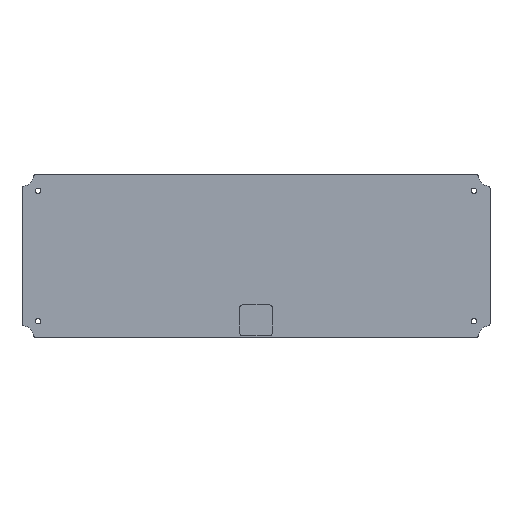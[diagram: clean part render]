
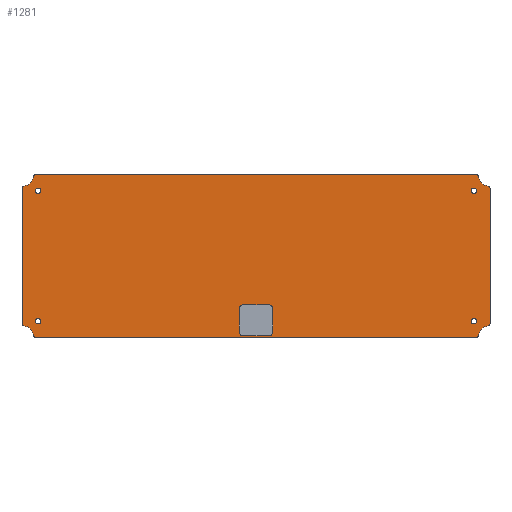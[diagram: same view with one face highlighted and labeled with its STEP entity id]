
A CAD part, front view. The second image highlights one B-rep face of the part: STEP entity #1281.
In plain terms, the highlighted planar face has unit normal (0, -1, 0).
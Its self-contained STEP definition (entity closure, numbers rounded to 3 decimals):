
#89=FACE_BOUND('',#251,.T.);
#90=FACE_BOUND('',#252,.T.);
#91=FACE_BOUND('',#253,.T.);
#92=FACE_BOUND('',#254,.T.);
#93=FACE_BOUND('',#255,.T.);
#161=FACE_OUTER_BOUND('',#250,.T.);
#250=EDGE_LOOP('',(#1129,#1130,#1131,#1132,#1133,#1134,#1135,#1136,#1137,
#1138,#1139,#1140,#1141,#1142,#1143,#1144));
#251=EDGE_LOOP('',(#1145));
#252=EDGE_LOOP('',(#1146));
#253=EDGE_LOOP('',(#1147));
#254=EDGE_LOOP('',(#1148));
#255=EDGE_LOOP('',(#1149,#1150,#1151,#1152,#1153,#1154,#1155,#1156));
#309=LINE('',#2164,#393);
#314=LINE('',#2180,#398);
#319=LINE('',#2196,#403);
#321=LINE('',#2203,#405);
#333=LINE('',#2250,#417);
#334=LINE('',#2254,#418);
#335=LINE('',#2258,#419);
#336=LINE('',#2262,#420);
#393=VECTOR('',#1769,10.);
#398=VECTOR('',#1788,10.);
#403=VECTOR('',#1807,10.);
#405=VECTOR('',#1815,10.);
#417=VECTOR('',#1873,10.);
#418=VECTOR('',#1876,10.);
#419=VECTOR('',#1879,10.);
#420=VECTOR('',#1882,10.);
#505=CIRCLE('',#1422,6.6);
#506=CIRCLE('',#1424,1.);
#507=CIRCLE('',#1427,1.);
#508=CIRCLE('',#1429,6.6);
#509=CIRCLE('',#1431,1.);
#510=CIRCLE('',#1434,1.);
#511=CIRCLE('',#1436,6.6);
#512=CIRCLE('',#1438,1.);
#513=CIRCLE('',#1441,1.);
#514=CIRCLE('',#1444,1.);
#515=CIRCLE('',#1446,6.6);
#516=CIRCLE('',#1448,1.);
#517=CIRCLE('',#1450,1.5);
#519=CIRCLE('',#1453,1.5);
#521=CIRCLE('',#1456,1.5);
#523=CIRCLE('',#1459,1.5);
#525=CIRCLE('',#1466,2.);
#526=CIRCLE('',#1467,2.);
#527=CIRCLE('',#1468,2.);
#528=CIRCLE('',#1469,2.);
#605=VERTEX_POINT('',#2152);
#606=VERTEX_POINT('',#2154);
#607=VERTEX_POINT('',#2158);
#608=VERTEX_POINT('',#2162);
#609=VERTEX_POINT('',#2166);
#610=VERTEX_POINT('',#2170);
#611=VERTEX_POINT('',#2174);
#612=VERTEX_POINT('',#2178);
#613=VERTEX_POINT('',#2182);
#614=VERTEX_POINT('',#2186);
#615=VERTEX_POINT('',#2190);
#616=VERTEX_POINT('',#2194);
#617=VERTEX_POINT('',#2198);
#618=VERTEX_POINT('',#2202);
#619=VERTEX_POINT('',#2206);
#620=VERTEX_POINT('',#2210);
#621=VERTEX_POINT('',#2216);
#623=VERTEX_POINT('',#2222);
#625=VERTEX_POINT('',#2228);
#627=VERTEX_POINT('',#2234);
#629=VERTEX_POINT('',#2248);
#630=VERTEX_POINT('',#2249);
#631=VERTEX_POINT('',#2251);
#632=VERTEX_POINT('',#2253);
#633=VERTEX_POINT('',#2255);
#634=VERTEX_POINT('',#2257);
#635=VERTEX_POINT('',#2259);
#636=VERTEX_POINT('',#2261);
#758=EDGE_CURVE('',#606,#605,#505,.T.);
#761=EDGE_CURVE('',#605,#607,#506,.F.);
#763=EDGE_CURVE('',#608,#607,#309,.T.);
#765=EDGE_CURVE('',#608,#609,#507,.F.);
#767=EDGE_CURVE('',#610,#609,#508,.F.);
#769=EDGE_CURVE('',#610,#611,#509,.F.);
#771=EDGE_CURVE('',#612,#611,#314,.T.);
#773=EDGE_CURVE('',#612,#613,#510,.F.);
#775=EDGE_CURVE('',#613,#614,#511,.T.);
#777=EDGE_CURVE('',#614,#615,#512,.F.);
#779=EDGE_CURVE('',#615,#616,#319,.T.);
#780=EDGE_CURVE('',#617,#606,#513,.F.);
#782=EDGE_CURVE('',#618,#617,#321,.T.);
#785=EDGE_CURVE('',#616,#619,#514,.F.);
#787=EDGE_CURVE('',#620,#619,#515,.F.);
#788=EDGE_CURVE('',#620,#618,#516,.F.);
#789=EDGE_CURVE('',#621,#621,#517,.T.);
#792=EDGE_CURVE('',#623,#623,#519,.T.);
#795=EDGE_CURVE('',#625,#625,#521,.T.);
#798=EDGE_CURVE('',#627,#627,#523,.T.);
#805=EDGE_CURVE('',#629,#630,#333,.F.);
#806=EDGE_CURVE('',#629,#631,#525,.T.);
#807=EDGE_CURVE('',#632,#631,#334,.F.);
#808=EDGE_CURVE('',#632,#633,#526,.T.);
#809=EDGE_CURVE('',#634,#633,#335,.F.);
#810=EDGE_CURVE('',#634,#635,#527,.T.);
#811=EDGE_CURVE('',#636,#635,#336,.F.);
#812=EDGE_CURVE('',#636,#630,#528,.T.);
#1129=ORIENTED_EDGE('',*,*,#767,.F.);
#1130=ORIENTED_EDGE('',*,*,#769,.T.);
#1131=ORIENTED_EDGE('',*,*,#771,.F.);
#1132=ORIENTED_EDGE('',*,*,#773,.T.);
#1133=ORIENTED_EDGE('',*,*,#775,.T.);
#1134=ORIENTED_EDGE('',*,*,#777,.T.);
#1135=ORIENTED_EDGE('',*,*,#779,.T.);
#1136=ORIENTED_EDGE('',*,*,#785,.T.);
#1137=ORIENTED_EDGE('',*,*,#787,.F.);
#1138=ORIENTED_EDGE('',*,*,#788,.T.);
#1139=ORIENTED_EDGE('',*,*,#782,.T.);
#1140=ORIENTED_EDGE('',*,*,#780,.T.);
#1141=ORIENTED_EDGE('',*,*,#758,.T.);
#1142=ORIENTED_EDGE('',*,*,#761,.T.);
#1143=ORIENTED_EDGE('',*,*,#763,.F.);
#1144=ORIENTED_EDGE('',*,*,#765,.T.);
#1145=ORIENTED_EDGE('',*,*,#798,.T.);
#1146=ORIENTED_EDGE('',*,*,#789,.T.);
#1147=ORIENTED_EDGE('',*,*,#792,.T.);
#1148=ORIENTED_EDGE('',*,*,#795,.T.);
#1149=ORIENTED_EDGE('',*,*,#805,.F.);
#1150=ORIENTED_EDGE('',*,*,#806,.T.);
#1151=ORIENTED_EDGE('',*,*,#807,.F.);
#1152=ORIENTED_EDGE('',*,*,#808,.T.);
#1153=ORIENTED_EDGE('',*,*,#809,.F.);
#1154=ORIENTED_EDGE('',*,*,#810,.T.);
#1155=ORIENTED_EDGE('',*,*,#811,.F.);
#1156=ORIENTED_EDGE('',*,*,#812,.T.);
#1208=PLANE('',#1465);
#1281=ADVANCED_FACE('',(#161,#89,#90,#91,#92,#93),#1208,.F.);
#1422=AXIS2_PLACEMENT_3D('',#2155,#1758,#1759);
#1424=AXIS2_PLACEMENT_3D('',#2160,#1764,#1765);
#1427=AXIS2_PLACEMENT_3D('',#2168,#1773,#1774);
#1429=AXIS2_PLACEMENT_3D('',#2172,#1778,#1779);
#1431=AXIS2_PLACEMENT_3D('',#2176,#1783,#1784);
#1434=AXIS2_PLACEMENT_3D('',#2184,#1792,#1793);
#1436=AXIS2_PLACEMENT_3D('',#2188,#1797,#1798);
#1438=AXIS2_PLACEMENT_3D('',#2192,#1802,#1803);
#1441=AXIS2_PLACEMENT_3D('',#2199,#1810,#1811);
#1444=AXIS2_PLACEMENT_3D('',#2208,#1820,#1821);
#1446=AXIS2_PLACEMENT_3D('',#2212,#1825,#1826);
#1448=AXIS2_PLACEMENT_3D('',#2214,#1829,#1830);
#1450=AXIS2_PLACEMENT_3D('',#2217,#1833,#1834);
#1453=AXIS2_PLACEMENT_3D('',#2223,#1840,#1841);
#1456=AXIS2_PLACEMENT_3D('',#2229,#1847,#1848);
#1459=AXIS2_PLACEMENT_3D('',#2235,#1854,#1855);
#1465=AXIS2_PLACEMENT_3D('',#2247,#1871,#1872);
#1466=AXIS2_PLACEMENT_3D('',#2252,#1874,#1875);
#1467=AXIS2_PLACEMENT_3D('',#2256,#1877,#1878);
#1468=AXIS2_PLACEMENT_3D('',#2260,#1880,#1881);
#1469=AXIS2_PLACEMENT_3D('',#2263,#1883,#1884);
#1758=DIRECTION('center_axis',(0.,1.,0.));
#1759=DIRECTION('ref_axis',(0.,0.,1.));
#1764=DIRECTION('center_axis',(0.,1.,0.));
#1765=DIRECTION('ref_axis',(0.,0.,1.));
#1769=DIRECTION('',(-1.,0.,0.));
#1773=DIRECTION('center_axis',(0.,1.,0.));
#1774=DIRECTION('ref_axis',(0.,0.,1.));
#1778=DIRECTION('center_axis',(0.,1.,0.));
#1779=DIRECTION('ref_axis',(0.,0.,1.));
#1783=DIRECTION('center_axis',(0.,1.,0.));
#1784=DIRECTION('ref_axis',(0.,0.,1.));
#1788=DIRECTION('',(0.,0.,-1.));
#1792=DIRECTION('center_axis',(0.,1.,0.));
#1793=DIRECTION('ref_axis',(0.,0.,1.));
#1797=DIRECTION('center_axis',(0.,1.,0.));
#1798=DIRECTION('ref_axis',(0.,0.,1.));
#1802=DIRECTION('center_axis',(0.,1.,0.));
#1803=DIRECTION('ref_axis',(0.,0.,1.));
#1807=DIRECTION('',(-1.,0.,0.));
#1810=DIRECTION('center_axis',(0.,1.,0.));
#1811=DIRECTION('ref_axis',(0.,0.,1.));
#1815=DIRECTION('',(0.,0.,-1.));
#1820=DIRECTION('center_axis',(0.,1.,0.));
#1821=DIRECTION('ref_axis',(0.,0.,1.));
#1825=DIRECTION('center_axis',(0.,1.,0.));
#1826=DIRECTION('ref_axis',(0.,0.,1.));
#1829=DIRECTION('center_axis',(0.,1.,0.));
#1830=DIRECTION('ref_axis',(0.,0.,1.));
#1833=DIRECTION('center_axis',(0.,1.,0.));
#1834=DIRECTION('ref_axis',(0.,0.,1.));
#1840=DIRECTION('center_axis',(0.,1.,0.));
#1841=DIRECTION('ref_axis',(0.,0.,1.));
#1847=DIRECTION('center_axis',(0.,1.,0.));
#1848=DIRECTION('ref_axis',(0.,0.,1.));
#1854=DIRECTION('center_axis',(0.,1.,0.));
#1855=DIRECTION('ref_axis',(0.,0.,1.));
#1871=DIRECTION('center_axis',(0.,1.,0.));
#1872=DIRECTION('ref_axis',(0.,0.,1.));
#1873=DIRECTION('',(-1.,0.,0.));
#1874=DIRECTION('center_axis',(0.,1.,0.));
#1875=DIRECTION('ref_axis',(0.,0.,1.));
#1876=DIRECTION('',(0.,0.,1.));
#1877=DIRECTION('center_axis',(0.,1.,0.));
#1878=DIRECTION('ref_axis',(0.,0.,1.));
#1879=DIRECTION('',(1.,0.,0.));
#1880=DIRECTION('center_axis',(0.,1.,0.));
#1881=DIRECTION('ref_axis',(0.,0.,1.));
#1882=DIRECTION('',(0.,0.,-1.));
#1883=DIRECTION('center_axis',(0.,1.,0.));
#1884=DIRECTION('ref_axis',(0.,0.,1.));
#2152=CARTESIAN_POINT('',(-122.209,34.,-43.746));
#2154=CARTESIAN_POINT('',(-127.784,34.,-38.17));
#2155=CARTESIAN_POINT('Origin',(-128.74,34.,-44.701));
#2158=CARTESIAN_POINT('',(-121.22,34.,-44.601));
#2160=CARTESIAN_POINT('Origin',(-121.22,34.,-43.601));
#2162=CARTESIAN_POINT('',(121.232,34.,-44.601));
#2164=CARTESIAN_POINT('',(64.376,34.,-44.601));
#2166=CARTESIAN_POINT('',(122.222,34.,-43.746));
#2168=CARTESIAN_POINT('Origin',(121.232,34.,-43.601));
#2170=CARTESIAN_POINT('',(127.797,34.,-38.17));
#2172=CARTESIAN_POINT('Origin',(128.752,34.,-44.701));
#2174=CARTESIAN_POINT('',(128.652,34.,-37.181));
#2176=CARTESIAN_POINT('Origin',(127.652,34.,-37.181));
#2178=CARTESIAN_POINT('',(128.652,34.,37.542));
#2180=CARTESIAN_POINT('',(128.652,34.,-22.35));
#2182=CARTESIAN_POINT('',(127.797,34.,38.532));
#2184=CARTESIAN_POINT('Origin',(127.652,34.,37.542));
#2186=CARTESIAN_POINT('',(122.222,34.,44.107));
#2188=CARTESIAN_POINT('Origin',(128.752,34.,45.062));
#2190=CARTESIAN_POINT('',(121.232,34.,44.962));
#2192=CARTESIAN_POINT('Origin',(121.232,34.,43.962));
#2194=CARTESIAN_POINT('',(-121.22,34.,44.962));
#2196=CARTESIAN_POINT('',(64.376,34.,44.962));
#2198=CARTESIAN_POINT('',(-128.64,34.,-37.181));
#2199=CARTESIAN_POINT('Origin',(-127.64,34.,-37.181));
#2202=CARTESIAN_POINT('',(-128.64,34.,37.542));
#2203=CARTESIAN_POINT('',(-128.64,34.,-22.35));
#2206=CARTESIAN_POINT('',(-122.209,34.,44.107));
#2208=CARTESIAN_POINT('Origin',(-121.22,34.,43.962));
#2210=CARTESIAN_POINT('',(-127.784,34.,38.532));
#2212=CARTESIAN_POINT('Origin',(-128.74,34.,45.062));
#2214=CARTESIAN_POINT('Origin',(-127.64,34.,37.542));
#2216=CARTESIAN_POINT('',(119.752,34.,-37.201));
#2217=CARTESIAN_POINT('Origin',(119.752,34.,-35.701));
#2222=CARTESIAN_POINT('',(119.752,34.,34.562));
#2223=CARTESIAN_POINT('Origin',(119.752,34.,36.062));
#2228=CARTESIAN_POINT('',(-119.74,34.,34.562));
#2229=CARTESIAN_POINT('Origin',(-119.74,34.,36.062));
#2234=CARTESIAN_POINT('',(-119.74,34.,-37.201));
#2235=CARTESIAN_POINT('Origin',(-119.74,34.,-35.701));
#2247=CARTESIAN_POINT('Origin',(128.752,34.,-44.701));
#2248=CARTESIAN_POINT('',(-7.244,34.,-43.701));
#2249=CARTESIAN_POINT('',(7.256,34.,-43.701));
#2250=CARTESIAN_POINT('',(69.004,34.,-43.701));
#2251=CARTESIAN_POINT('',(-9.244,34.,-41.701));
#2252=CARTESIAN_POINT('Origin',(-7.244,34.,-41.701));
#2253=CARTESIAN_POINT('',(-9.244,34.,-28.701));
#2254=CARTESIAN_POINT('',(-9.244,34.,-44.201));
#2255=CARTESIAN_POINT('',(-7.244,34.,-26.701));
#2256=CARTESIAN_POINT('Origin',(-7.244,34.,-28.701));
#2257=CARTESIAN_POINT('',(7.256,34.,-26.701));
#2258=CARTESIAN_POINT('',(59.754,34.,-26.701));
#2259=CARTESIAN_POINT('',(9.256,34.,-28.701));
#2260=CARTESIAN_POINT('Origin',(7.256,34.,-28.701));
#2261=CARTESIAN_POINT('',(9.256,34.,-41.701));
#2262=CARTESIAN_POINT('',(9.256,34.,-44.201));
#2263=CARTESIAN_POINT('Origin',(7.256,34.,-41.701));
